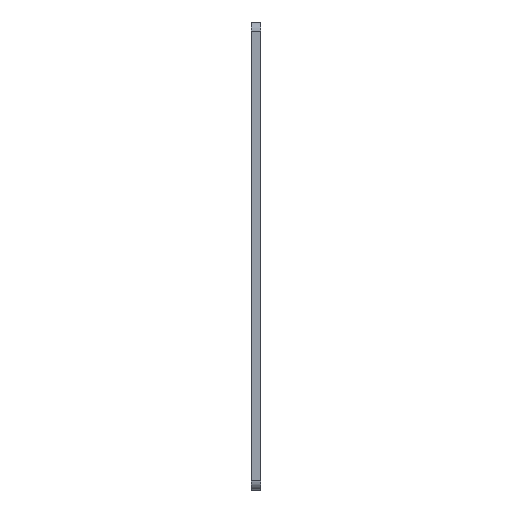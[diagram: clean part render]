
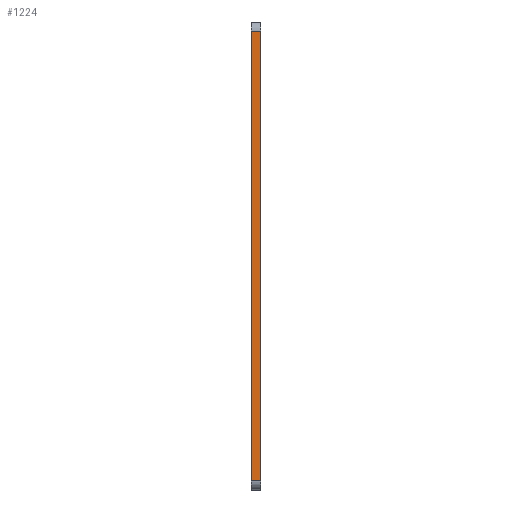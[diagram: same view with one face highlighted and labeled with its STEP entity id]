
A CAD part, left-side view. The second image highlights one B-rep face of the part: STEP entity #1224.
In plain terms, the highlighted planar face has unit normal (-1, 0, 0).
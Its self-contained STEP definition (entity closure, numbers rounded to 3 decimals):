
#160=FACE_OUTER_BOUND('',#300,.T.);
#300=EDGE_LOOP('',(#1027,#1028,#1029,#1030));
#345=LINE('',#1831,#417);
#371=LINE('',#1987,#443);
#372=LINE('',#2070,#444);
#373=LINE('',#2072,#445);
#417=VECTOR('',#1447,10.);
#443=VECTOR('',#1603,10.);
#444=VECTOR('',#1688,10.);
#445=VECTOR('',#1691,10.);
#588=VERTEX_POINT('',#1828);
#589=VERTEX_POINT('',#1830);
#653=VERTEX_POINT('',#1984);
#654=VERTEX_POINT('',#1986);
#700=EDGE_CURVE('',#589,#588,#345,.T.);
#778=EDGE_CURVE('',#654,#653,#371,.T.);
#820=EDGE_CURVE('',#654,#588,#372,.T.);
#821=EDGE_CURVE('',#589,#653,#373,.T.);
#1027=ORIENTED_EDGE('',*,*,#700,.T.);
#1028=ORIENTED_EDGE('',*,*,#820,.F.);
#1029=ORIENTED_EDGE('',*,*,#778,.T.);
#1030=ORIENTED_EDGE('',*,*,#821,.F.);
#1207=PLANE('',#1392);
#1224=ADVANCED_FACE('',(#160),#1207,.T.);
#1392=AXIS2_PLACEMENT_3D('',#2071,#1689,#1690);
#1447=DIRECTION('',(0.,0.,-1.));
#1603=DIRECTION('',(0.,0.,1.));
#1688=DIRECTION('',(0.,1.,0.));
#1689=DIRECTION('center_axis',(-1.,0.,0.));
#1690=DIRECTION('ref_axis',(0.,0.,1.));
#1691=DIRECTION('',(0.,-1.,0.));
#1828=CARTESIAN_POINT('',(0.,4.,-88.));
#1830=CARTESIAN_POINT('',(0.,4.,8.));
#1831=CARTESIAN_POINT('',(0.,4.,-65.));
#1984=CARTESIAN_POINT('',(0.,2.,8.));
#1986=CARTESIAN_POINT('',(0.,2.,-88.));
#1987=CARTESIAN_POINT('',(0.,2.,-90.));
#2070=CARTESIAN_POINT('',(0.,2.,-88.));
#2071=CARTESIAN_POINT('Origin',(0.,2.,-90.));
#2072=CARTESIAN_POINT('',(0.,2.,8.));
